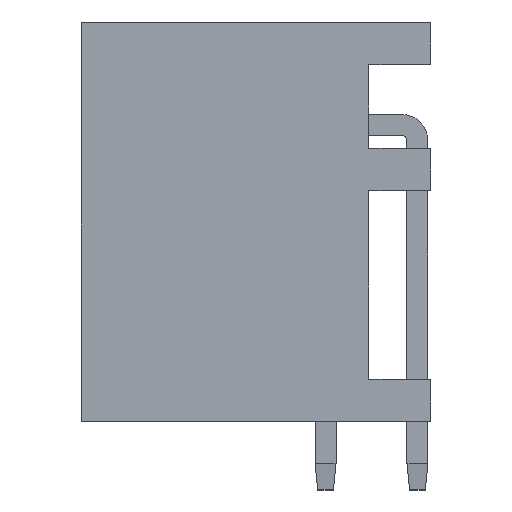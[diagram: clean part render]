
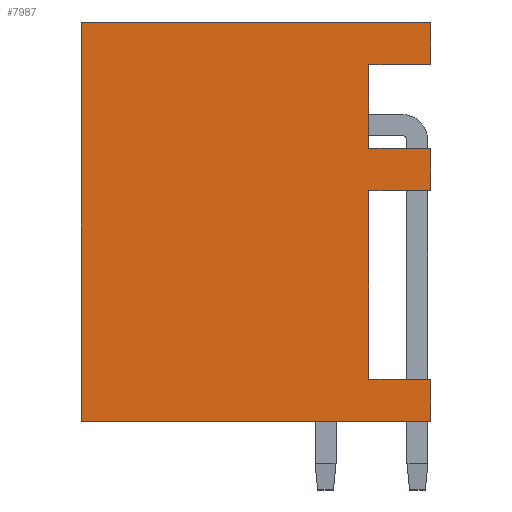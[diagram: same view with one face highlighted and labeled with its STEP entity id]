
A CAD part, top view. The second image highlights one B-rep face of the part: STEP entity #7987.
In plain terms, the highlighted planar face has unit normal (0, 0, 1).
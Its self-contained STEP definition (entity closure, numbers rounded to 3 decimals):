
#788=DIRECTION('',(0.,-1.,0.));
#789=VECTOR('',#788,15.2);
#790=CARTESIAN_POINT('',(-6.65,7.6,3.8));
#791=LINE('',#790,#789);
#795=DIRECTION('',(-1.,0.,0.));
#796=VECTOR('',#795,13.3);
#797=CARTESIAN_POINT('',(6.65,7.6,3.8));
#798=LINE('',#797,#796);
#802=DIRECTION('',(0.,1.,0.));
#803=VECTOR('',#802,1.6);
#804=CARTESIAN_POINT('',(6.65,6.,3.8));
#805=LINE('',#804,#803);
#809=DIRECTION('',(1.,0.,0.));
#810=VECTOR('',#809,2.35);
#811=CARTESIAN_POINT('',(4.3,6.,3.8));
#812=LINE('',#811,#810);
#816=DIRECTION('',(0.,1.,0.));
#817=VECTOR('',#816,3.2);
#818=CARTESIAN_POINT('',(4.3,2.8,3.8));
#819=LINE('',#818,#817);
#823=DIRECTION('',(-1.,0.,0.));
#824=VECTOR('',#823,2.35);
#825=CARTESIAN_POINT('',(6.65,2.8,3.8));
#826=LINE('',#825,#824);
#830=DIRECTION('',(0.,1.,0.));
#831=VECTOR('',#830,1.6);
#832=CARTESIAN_POINT('',(6.65,1.2,3.8));
#833=LINE('',#832,#831);
#837=DIRECTION('',(1.,0.,0.));
#838=VECTOR('',#837,2.35);
#839=CARTESIAN_POINT('',(4.3,1.2,3.8));
#840=LINE('',#839,#838);
#844=DIRECTION('',(0.,1.,0.));
#845=VECTOR('',#844,7.2);
#846=CARTESIAN_POINT('',(4.3,-6.,3.8));
#847=LINE('',#846,#845);
#851=DIRECTION('',(-1.,0.,0.));
#852=VECTOR('',#851,2.35);
#853=CARTESIAN_POINT('',(6.65,-6.,3.8));
#854=LINE('',#853,#852);
#858=DIRECTION('',(0.,1.,0.));
#859=VECTOR('',#858,1.6);
#860=CARTESIAN_POINT('',(6.65,-7.6,3.8));
#861=LINE('',#860,#859);
#865=DIRECTION('',(1.,0.,0.));
#866=VECTOR('',#865,13.3);
#867=CARTESIAN_POINT('',(-6.65,-7.6,3.8));
#868=LINE('',#867,#866);
#6385=CARTESIAN_POINT('',(-6.65,7.6,3.8));
#6386=CARTESIAN_POINT('',(-6.65,-7.6,3.8));
#6387=VERTEX_POINT('',#6385);
#6388=VERTEX_POINT('',#6386);
#6389=CARTESIAN_POINT('',(6.65,-7.6,3.8));
#6390=VERTEX_POINT('',#6389);
#6391=CARTESIAN_POINT('',(6.65,-6.,3.8));
#6392=VERTEX_POINT('',#6391);
#6393=CARTESIAN_POINT('',(4.3,-6.,3.8));
#6394=VERTEX_POINT('',#6393);
#6395=CARTESIAN_POINT('',(4.3,1.2,3.8));
#6396=VERTEX_POINT('',#6395);
#6397=CARTESIAN_POINT('',(6.65,1.2,3.8));
#6398=VERTEX_POINT('',#6397);
#6399=CARTESIAN_POINT('',(6.65,2.8,3.8));
#6400=VERTEX_POINT('',#6399);
#6401=CARTESIAN_POINT('',(4.3,2.8,3.8));
#6402=VERTEX_POINT('',#6401);
#6403=CARTESIAN_POINT('',(4.3,6.,3.8));
#6404=VERTEX_POINT('',#6403);
#6405=CARTESIAN_POINT('',(6.65,6.,3.8));
#6406=VERTEX_POINT('',#6405);
#6407=CARTESIAN_POINT('',(6.65,7.6,3.8));
#6408=VERTEX_POINT('',#6407);
#7958=CARTESIAN_POINT('',(0.,0.,3.8));
#7959=DIRECTION('',(0.,0.,1.));
#7960=DIRECTION('',(1.,0.,0.));
#7961=AXIS2_PLACEMENT_3D('',#7958,#7959,#7960);
#7962=PLANE('',#7961);
#7963=ORIENTED_EDGE('',*,*,#7601,.F.);
#7965=ORIENTED_EDGE('',*,*,#7964,.F.);
#7967=ORIENTED_EDGE('',*,*,#7966,.F.);
#7969=ORIENTED_EDGE('',*,*,#7968,.F.);
#7971=ORIENTED_EDGE('',*,*,#7970,.F.);
#7973=ORIENTED_EDGE('',*,*,#7972,.F.);
#7975=ORIENTED_EDGE('',*,*,#7974,.F.);
#7977=ORIENTED_EDGE('',*,*,#7976,.F.);
#7979=ORIENTED_EDGE('',*,*,#7978,.F.);
#7981=ORIENTED_EDGE('',*,*,#7980,.F.);
#7983=ORIENTED_EDGE('',*,*,#7982,.F.);
#7984=ORIENTED_EDGE('',*,*,#7909,.F.);
#7985=EDGE_LOOP('',(#7963,#7965,#7967,#7969,#7971,#7973,#7975,#7977,#7979,#7981,
#7983,#7984));
#7986=FACE_OUTER_BOUND('',#7985,.F.);
#7601=EDGE_CURVE('',#6387,#6388,#791,.T.);
#7909=EDGE_CURVE('',#6388,#6390,#868,.T.);
#7964=EDGE_CURVE('',#6408,#6387,#798,.T.);
#7966=EDGE_CURVE('',#6406,#6408,#805,.T.);
#7968=EDGE_CURVE('',#6404,#6406,#812,.T.);
#7970=EDGE_CURVE('',#6402,#6404,#819,.T.);
#7972=EDGE_CURVE('',#6400,#6402,#826,.T.);
#7974=EDGE_CURVE('',#6398,#6400,#833,.T.);
#7976=EDGE_CURVE('',#6396,#6398,#840,.T.);
#7978=EDGE_CURVE('',#6394,#6396,#847,.T.);
#7980=EDGE_CURVE('',#6392,#6394,#854,.T.);
#7982=EDGE_CURVE('',#6390,#6392,#861,.T.);
#7987=ADVANCED_FACE('',(#7986),#7962,.T.);
